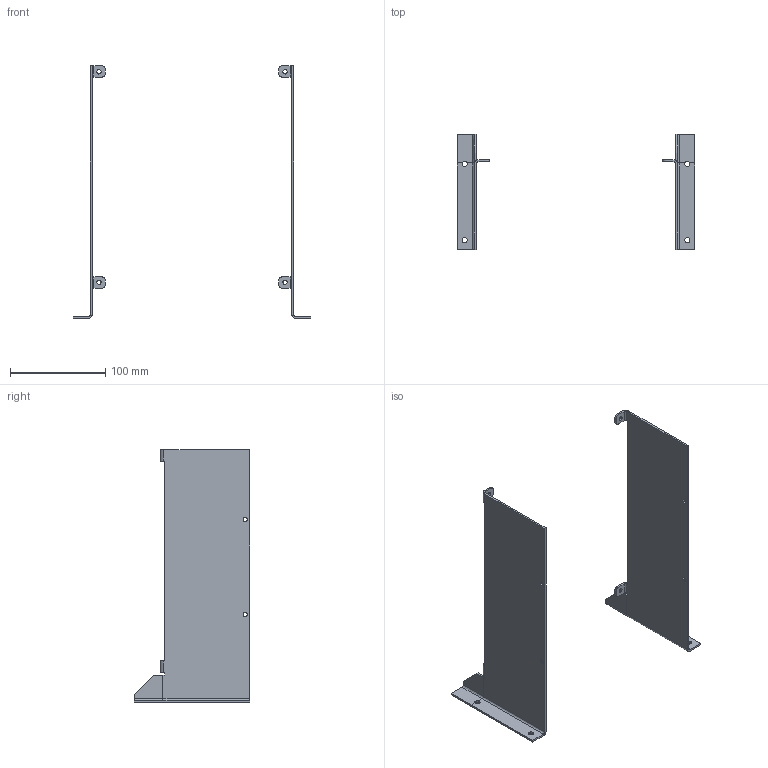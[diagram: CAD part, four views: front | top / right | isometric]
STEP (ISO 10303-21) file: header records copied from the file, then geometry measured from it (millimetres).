
FILE_DESCRIPTION(('CATIA V5 STEP Exchange'),'2;1');
FILE_NAME('1SDH001252R0003_1PA_001_00_E1.2_III_F_FIXING_PONTS.stp','2014-03-06T08:04:41+00:00',('none'),('none'),'CATIA Version 5 Release 20 SP 5 (IN-10)','CATIA V5 STEP AP214','none');
FILE_SCHEMA(('AUTOMOTIVE_DESIGN { 1 0 10303 214 1 1 1 1 }'));
Length unit declared in the file: millimetre
Products named in the file (1): 1SDH001252R0003_1PA_001_00_E1.2_III_F_FIXING_PONTS
Bounding box: 250 x 121 x 265.5 mm (x, y, z)
Volume: 106655.8 mm3; surface area: 110454.9 mm2
Topology: 2 solids, 2 shells, 104 faces, 298 edges, 194 vertices
Faces by surface type: cylinder 44, plane 44, extrusion 16
Entity records: 3407 total; most frequent: CARTESIAN_POINT 763, ORIENTED_EDGE 596, DIRECTION 418, EDGE_CURVE 298, VECTOR 196, VERTEX_POINT 194, LINE 180, AXIS2_PLACEMENT_3D 159
